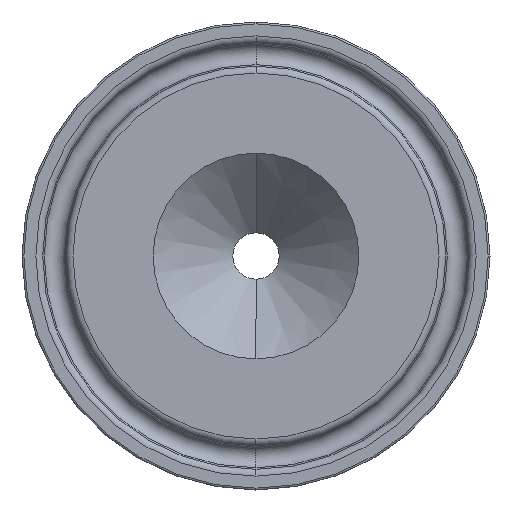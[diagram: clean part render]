
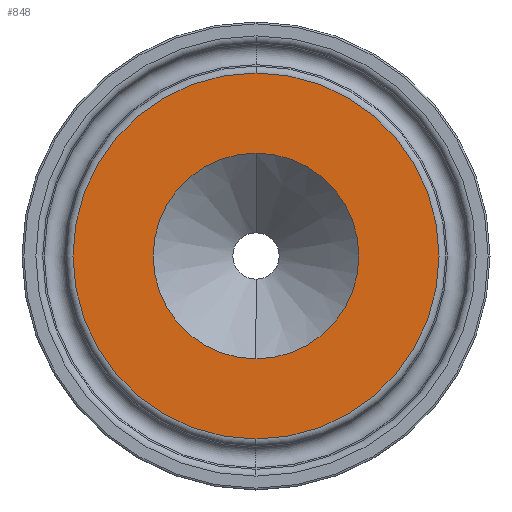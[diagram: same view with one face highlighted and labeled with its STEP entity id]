
A CAD part, left-side view. The second image highlights one B-rep face of the part: STEP entity #848.
In plain terms, the highlighted planar face has unit normal (-1, 0, 0).
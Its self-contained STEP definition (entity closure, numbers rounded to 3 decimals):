
#40 = VERTEX_POINT ( 'NONE', #289 ) ;
#60 = CARTESIAN_POINT ( 'NONE',  ( 0., 0., 0. ) ) ;
#74 = EDGE_CURVE ( 'NONE', #936, #838, #567, .T. ) ;
#92 = AXIS2_PLACEMENT_3D ( 'NONE', #924, #698, #1025 ) ;
#93 = AXIS2_PLACEMENT_3D ( 'NONE', #1054, #546, #705 ) ;
#142 = CARTESIAN_POINT ( 'NONE',  ( 0., 25.05, 0. ) ) ;
#189 = ORIENTED_EDGE ( 'NONE', *, *, #198, .T. ) ;
#193 = FACE_OUTER_BOUND ( 'NONE', #324, .T. ) ;
#198 = EDGE_CURVE ( 'NONE', #938, #40, #637, .T. ) ;
#232 = EDGE_CURVE ( 'NONE', #838, #936, #1014, .T. ) ;
#280 = CARTESIAN_POINT ( 'NONE',  ( 0., 0., 11.1 ) ) ;
#289 = CARTESIAN_POINT ( 'NONE',  ( 0., 0., -19.747 ) ) ;
#306 = PLANE ( 'NONE',  #1019 ) ;
#324 = EDGE_LOOP ( 'NONE', ( #189, #768 ) ) ;
#385 = DIRECTION ( 'NONE',  ( 0., 0., 1. ) ) ;
#388 = DIRECTION ( 'NONE',  ( 0., 0., -1. ) ) ;
#443 = AXIS2_PLACEMENT_3D ( 'NONE', #60, #727, #966 ) ;
#468 = DIRECTION ( 'NONE',  ( 1., 0., 0. ) ) ;
#546 = DIRECTION ( 'NONE',  ( -1., 0., 0. ) ) ;
#547 = ORIENTED_EDGE ( 'NONE', *, *, #232, .F. ) ;
#548 = FACE_BOUND ( 'NONE', #965, .T. ) ;
#567 = CIRCLE ( 'NONE', #92, 11.1 ) ;
#637 = CIRCLE ( 'NONE', #93, 19.747 ) ;
#645 = DIRECTION ( 'NONE',  ( -1., 0., 0. ) ) ;
#698 = DIRECTION ( 'NONE',  ( -1., 0., 0. ) ) ;
#705 = DIRECTION ( 'NONE',  ( 0., 0., 1. ) ) ;
#717 = CARTESIAN_POINT ( 'NONE',  ( 0., 0., 0. ) ) ;
#719 = CARTESIAN_POINT ( 'NONE',  ( 0., 0., 19.747 ) ) ;
#727 = DIRECTION ( 'NONE',  ( -1., 0., 0. ) ) ;
#729 = ORIENTED_EDGE ( 'NONE', *, *, #74, .F. ) ;
#768 = ORIENTED_EDGE ( 'NONE', *, *, #891, .T. ) ;
#838 = VERTEX_POINT ( 'NONE', #280 ) ;
#848 = ADVANCED_FACE ( 'NONE', ( #548, #193 ), #306, .F. ) ;
#858 = AXIS2_PLACEMENT_3D ( 'NONE', #717, #645, #385 ) ;
#880 = CARTESIAN_POINT ( 'NONE',  ( 0., 0., -11.1 ) ) ;
#891 = EDGE_CURVE ( 'NONE', #40, #938, #897, .T. ) ;
#897 = CIRCLE ( 'NONE', #443, 19.747 ) ;
#924 = CARTESIAN_POINT ( 'NONE',  ( 0., 0., 0. ) ) ;
#936 = VERTEX_POINT ( 'NONE', #880 ) ;
#938 = VERTEX_POINT ( 'NONE', #719 ) ;
#965 = EDGE_LOOP ( 'NONE', ( #547, #729 ) ) ;
#966 = DIRECTION ( 'NONE',  ( 0., 0., 1. ) ) ;
#1014 = CIRCLE ( 'NONE', #858, 11.1 ) ;
#1019 = AXIS2_PLACEMENT_3D ( 'NONE', #142, #468, #388 ) ;
#1025 = DIRECTION ( 'NONE',  ( 0., 0., 1. ) ) ;
#1054 = CARTESIAN_POINT ( 'NONE',  ( 0., 0., 0. ) ) ;
